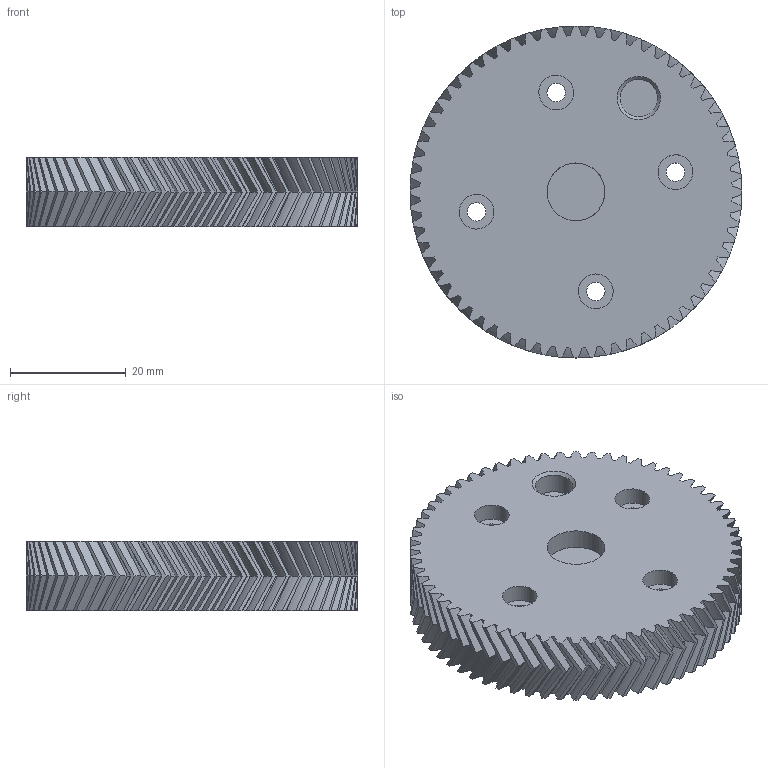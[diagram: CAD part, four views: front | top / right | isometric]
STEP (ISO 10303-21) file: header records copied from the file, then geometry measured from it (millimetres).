
FILE_DESCRIPTION(/* description */ (''),/* implementation_level */ '2;1');
FILE_NAME(/* name */ '64 Tooth Herringbone Gear.stp',/* time_stamp */ '2020-09-01T18:49:39+01:00',/* author */ ('isaac879'),/* organization */ (''),/* preprocessor_version */ 'ST-DEVELOPER v18',/* originating_system */ 'Autodesk Inventor 2020',/* authorisation */ '');
FILE_SCHEMA (('AUTOMOTIVE_DESIGN { 1 0 10303 214 3 1 1 }'));
Length unit declared in the file: millimetre
Products named in the file (1): 64 Tooth Herringbone Gear
Bounding box: 57.31 x 57.31 x 12 mm (x, y, z)
Volume: 27251.1 mm3; surface area: 10098.7 mm2
Topology: 1 solids, 1 shells, 470 faces, 1271 edges, 810 vertices
Faces by surface type: bspline 384, cylinder 75, plane 9, cone 2
Full cylindrical faces by diameter (mm): 3.2 x4, 6 x4, 6.5 x1, 10 x1, 12 x1
Entity records: 20350 total; most frequent: CARTESIAN_POINT 11704, ORIENTED_EDGE 2542, EDGE_CURVE 1271, B_SPLINE_CURVE_WITH_KNOTS 1088, VERTEX_POINT 810, DIRECTION 527, EDGE_LOOP 485, FACE_OUTER_BOUND 470
